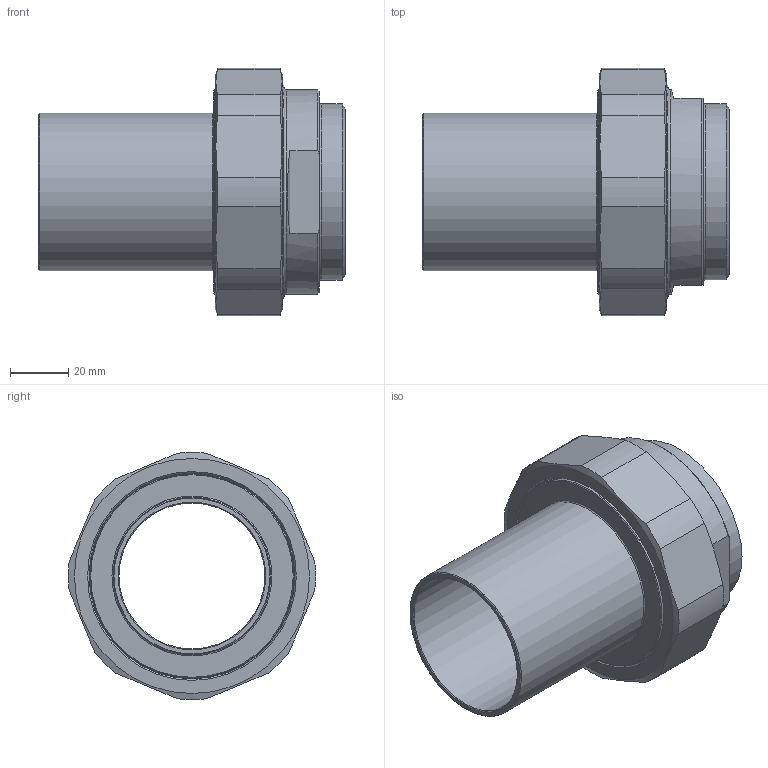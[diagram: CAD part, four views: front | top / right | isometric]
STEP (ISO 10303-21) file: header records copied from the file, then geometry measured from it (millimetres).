
FILE_DESCRIPTION(/* description */ (''),/* implementation_level */ '2;1');
FILE_NAME(/* name */ '3D_R134-PE-SG-54-60.3_17102102.stp',/* time_stamp */ '2021-07-02T08:00:47+02:00',/* author */ ('cad'),/* organization */ (''),/* preprocessor_version */ 'ST-DEVELOPER v18.1',/* originating_system */ 'Autodesk Inventor 2022',/* authorisation */ '');
FILE_SCHEMA (('AUTOMOTIVE_DESIGN { 1 0 10303 214 3 1 1 }'));
Length unit declared in the file: millimetre
Products named in the file (4): 3D_R134-PE-SG-54-60.3_17102102; 3D_R134-M-DN50_171011635; 3D_R134-SG-60.3_171011535; 3D_R134-PE-54-DN50_171011295
Assembly tree (3 placements, depth 2):
  3D_R134-PE-SG-54-60.3_17102102
    3D_R134-M-DN50_171011635
    3D_R134-SG-60.3_171011535
    3D_R134-PE-54-DN50_171011295
Bounding box: 105 x 84.67 x 84.64 mm (x, y, z)
Volume: 115843.6 mm3; surface area: 59679.4 mm2
Topology: 3 solids, 3 shells, 74 faces, 178 edges, 117 vertices
Faces by surface type: plane 25, cone 20, cylinder 19, torus 10
Full cylindrical faces by diameter (mm): 50 x1, 54 x1, 55.1 x1, 55.3 x1, 60.3 x1, 70 x2, 70.5 x1, 74 x1, 74.376 x1, 75.85 x1
Entity records: 2342 total; most frequent: DIRECTION 425, CARTESIAN_POINT 416, ORIENTED_EDGE 356, AXIS2_PLACEMENT_3D 186, EDGE_CURVE 178, VERTEX_POINT 117, CIRCLE 103, EDGE_LOOP 87
